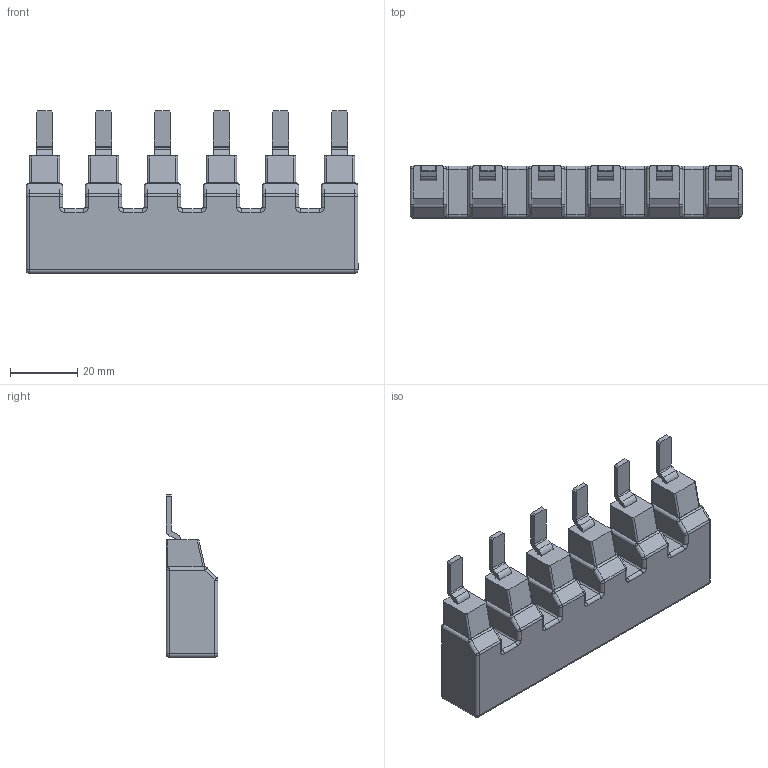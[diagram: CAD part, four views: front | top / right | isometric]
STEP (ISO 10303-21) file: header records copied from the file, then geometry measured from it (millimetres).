
FILE_DESCRIPTION(/* description */ ('1100 Series MCB Accessories, Bus bar, 115A, 6 Pins, for UL489 2 Pole MCBs'),/* implementation_level */ '2;1');
FILE_NAME(/* name */ '1100-B2M062.stp',/* time_stamp */ '2021-02-09T15:34:31+05:00',/* author */ ('Suhas'),/* organization */ (''),/* preprocessor_version */ 'ST-DEVELOPER v18.1',/* originating_system */ 'Autodesk Inventor 2021',/* authorisation */ '');
FILE_SCHEMA (('AUTOMOTIVE_DESIGN { 1 0 10303 214 3 1 1 }'));
Length unit declared in the file: millimetre
Products named in the file (1): 11C90011X01
Bounding box: 99 x 15.5 x 48.5 mm (x, y, z)
Volume: 42148.7 mm3; surface area: 12308 mm2
Topology: 1 solids, 1 shells, 314 faces, 774 edges, 440 vertices
Faces by surface type: cylinder 144, plane 110, sphere 28, torus 20, bspline 12
Entity records: 9744 total; most frequent: CARTESIAN_POINT 2029, DIRECTION 1612, ORIENTED_EDGE 1492, EDGE_CURVE 746, AXIS2_PLACEMENT_3D 587, VERTEX_POINT 440, LINE 438, VECTOR 438
